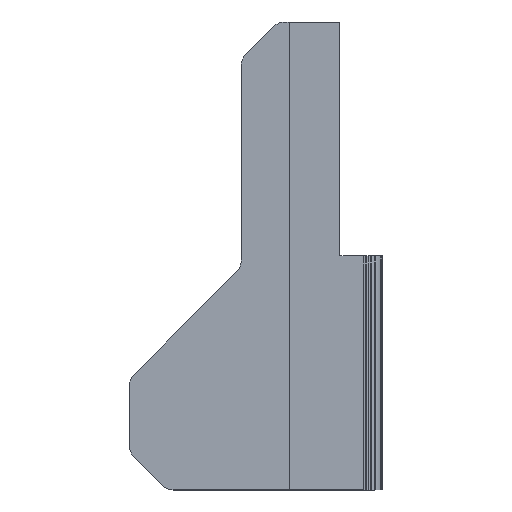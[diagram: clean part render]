
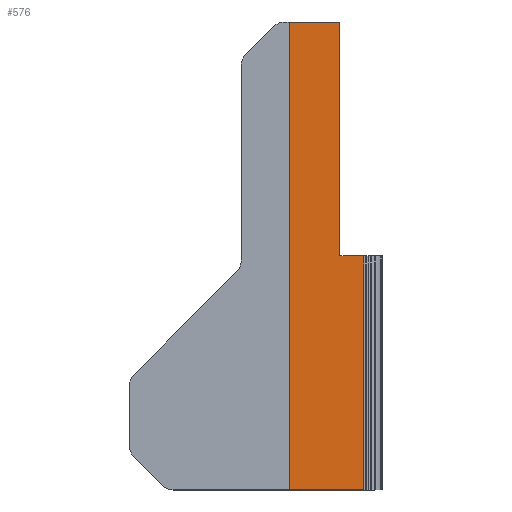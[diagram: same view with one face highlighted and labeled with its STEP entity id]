
A CAD part, top view. The second image highlights one B-rep face of the part: STEP entity #576.
In plain terms, the highlighted planar face has unit normal (0, 0, 1).
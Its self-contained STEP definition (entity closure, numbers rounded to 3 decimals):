
#533 = EDGE_CURVE('',#534,#536,#538,.T.);
#534 = VERTEX_POINT('',#535);
#535 = CARTESIAN_POINT('',(154.5,181.5,5.));
#536 = VERTEX_POINT('',#537);
#537 = CARTESIAN_POINT('',(161.3,181.5,5.));
#538 = LINE('',#539,#540);
#539 = CARTESIAN_POINT('',(154.5,181.5,5.));
#540 = VECTOR('',#541,1.);
#541 = DIRECTION('',(1.,0.,0.));
#576 = ADVANCED_FACE('',(#577),#618,.T.);
#577 = FACE_BOUND('',#578,.T.);
#578 = EDGE_LOOP('',(#579,#587,#588,#596,#604,#612));
#579 = ORIENTED_EDGE('',*,*,#580,.T.);
#580 = EDGE_CURVE('',#581,#536,#583,.T.);
#581 = VERTEX_POINT('',#582);
#582 = CARTESIAN_POINT('',(161.3,150.,5.));
#583 = LINE('',#584,#585);
#584 = CARTESIAN_POINT('',(161.3,150.,5.));
#585 = VECTOR('',#586,1.);
#586 = DIRECTION('',(0.,1.,0.));
#587 = ORIENTED_EDGE('',*,*,#533,.F.);
#588 = ORIENTED_EDGE('',*,*,#589,.T.);
#589 = EDGE_CURVE('',#534,#590,#592,.T.);
#590 = VERTEX_POINT('',#591);
#591 = CARTESIAN_POINT('',(154.5,118.5,5.));
#592 = LINE('',#593,#594);
#593 = CARTESIAN_POINT('',(154.5,181.5,5.));
#594 = VECTOR('',#595,1.);
#595 = DIRECTION('',(0.,-1.,0.));
#596 = ORIENTED_EDGE('',*,*,#597,.T.);
#597 = EDGE_CURVE('',#590,#598,#600,.T.);
#598 = VERTEX_POINT('',#599);
#599 = CARTESIAN_POINT('',(164.5,118.5,5.));
#600 = LINE('',#601,#602);
#601 = CARTESIAN_POINT('',(154.5,118.5,5.));
#602 = VECTOR('',#603,1.);
#603 = DIRECTION('',(1.,0.,0.));
#604 = ORIENTED_EDGE('',*,*,#605,.T.);
#605 = EDGE_CURVE('',#598,#606,#608,.T.);
#606 = VERTEX_POINT('',#607);
#607 = CARTESIAN_POINT('',(164.5,150.,5.));
#608 = LINE('',#609,#610);
#609 = CARTESIAN_POINT('',(164.5,118.5,5.));
#610 = VECTOR('',#611,1.);
#611 = DIRECTION('',(0.,1.,0.));
#612 = ORIENTED_EDGE('',*,*,#613,.T.);
#613 = EDGE_CURVE('',#606,#581,#614,.T.);
#614 = LINE('',#615,#616);
#615 = CARTESIAN_POINT('',(164.5,150.,5.));
#616 = VECTOR('',#617,1.);
#617 = DIRECTION('',(-1.,0.,0.));
#618 = PLANE('',#619);
#619 = AXIS2_PLACEMENT_3D('',#620,#621,#622);
#620 = CARTESIAN_POINT('',(158.81,149.31,5.));
#621 = DIRECTION('',(0.,0.,1.));
#622 = DIRECTION('',(1.,0.,0.));
